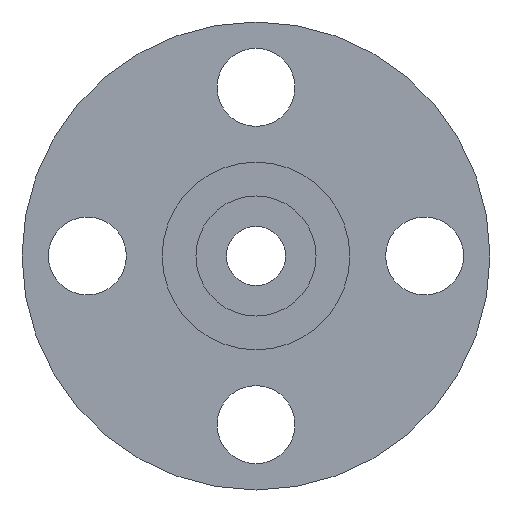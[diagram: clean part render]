
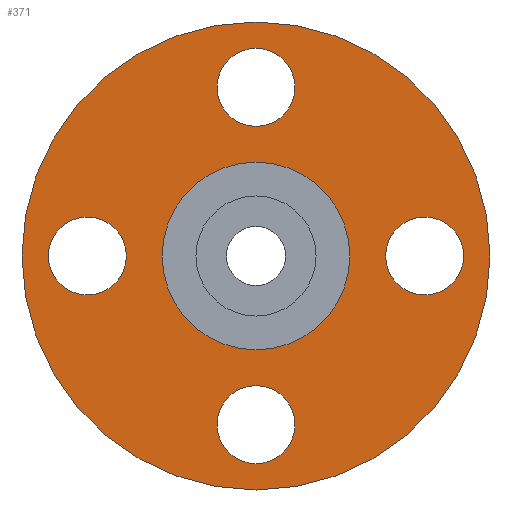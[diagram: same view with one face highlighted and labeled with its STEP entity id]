
A CAD part, front view. The second image highlights one B-rep face of the part: STEP entity #371.
In plain terms, the highlighted planar face has unit normal (0, -1, 0).
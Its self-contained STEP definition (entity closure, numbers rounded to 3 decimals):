
#1 = VERTEX_POINT ( 'NONE', #547 ) ;
#2 = EDGE_CURVE ( 'NONE', #70, #788, #363, .T. ) ;
#10 = EDGE_CURVE ( 'NONE', #714, #343, #348, .T. ) ;
#15 = AXIS2_PLACEMENT_3D ( 'NONE', #778, #712, #720 ) ;
#21 = ORIENTED_EDGE ( 'NONE', *, *, #32, .F. ) ;
#28 = AXIS2_PLACEMENT_3D ( 'NONE', #736, #78, #758 ) ;
#32 = EDGE_CURVE ( 'NONE', #343, #714, #504, .T. ) ;
#47 = EDGE_CURVE ( 'NONE', #599, #471, #456, .T. ) ;
#70 = VERTEX_POINT ( 'NONE', #391 ) ;
#74 = DIRECTION ( 'NONE',  ( 0., 0., 1. ) ) ;
#75 = DIRECTION ( 'NONE',  ( 0., -1., 0. ) ) ;
#78 = DIRECTION ( 'NONE',  ( 0., 1., 0. ) ) ;
#96 = CIRCLE ( 'NONE', #354, 11.1 ) ;
#98 = FACE_BOUND ( 'NONE', #424, .T. ) ;
#104 = DIRECTION ( 'NONE',  ( 0., -1., 0. ) ) ;
#105 = CARTESIAN_POINT ( 'NONE',  ( -37.193, 20.564, 10.624 ) ) ;
#121 = FACE_BOUND ( 'NONE', #618, .T. ) ;
#126 = DIRECTION ( 'NONE',  ( 0., -1., 0. ) ) ;
#137 = DIRECTION ( 'NONE',  ( 0., -1., 0. ) ) ;
#140 = AXIS2_PLACEMENT_3D ( 'NONE', #667, #531, #302 ) ;
#161 = FACE_OUTER_BOUND ( 'NONE', #640, .T. ) ;
#179 = AXIS2_PLACEMENT_3D ( 'NONE', #255, #483, #549 ) ;
#198 = AXIS2_PLACEMENT_3D ( 'NONE', #253, #137, #316 ) ;
#223 = AXIS2_PLACEMENT_3D ( 'NONE', #756, #495, #274 ) ;
#248 = ORIENTED_EDGE ( 'NONE', *, *, #47, .F. ) ;
#249 = CARTESIAN_POINT ( 'NONE',  ( -45.193, 20.564, 2.624 ) ) ;
#250 = CIRCLE ( 'NONE', #198, 1.85 ) ;
#252 = FACE_BOUND ( 'NONE', #422, .T. ) ;
#253 = CARTESIAN_POINT ( 'NONE',  ( -37.193, 20.564, 10.624 ) ) ;
#255 = CARTESIAN_POINT ( 'NONE',  ( -45.193, 20.564, 2.624 ) ) ;
#271 = AXIS2_PLACEMENT_3D ( 'NONE', #759, #752, #442 ) ;
#274 = DIRECTION ( 'NONE',  ( 0., 0., 1. ) ) ;
#278 = FACE_BOUND ( 'NONE', #630, .T. ) ;
#281 = VERTEX_POINT ( 'NONE', #586 ) ;
#287 = AXIS2_PLACEMENT_3D ( 'NONE', #582, #104, #517 ) ;
#302 = DIRECTION ( 'NONE',  ( 0., 0., 1. ) ) ;
#311 = ORIENTED_EDGE ( 'NONE', *, *, #407, .F. ) ;
#315 = EDGE_CURVE ( 'NONE', #328, #458, #779, .T. ) ;
#316 = DIRECTION ( 'NONE',  ( 0., 0., 1. ) ) ;
#328 = VERTEX_POINT ( 'NONE', #649 ) ;
#343 = VERTEX_POINT ( 'NONE', #775 ) ;
#346 = DIRECTION ( 'NONE',  ( 0., 0., 1. ) ) ;
#348 = CIRCLE ( 'NONE', #179, 1.85 ) ;
#352 = PLANE ( 'NONE',  #140 ) ;
#354 = AXIS2_PLACEMENT_3D ( 'NONE', #669, #784, #409 ) ;
#362 = CIRCLE ( 'NONE', #287, 1.85 ) ;
#363 = CIRCLE ( 'NONE', #770, 1.85 ) ;
#365 = AXIS2_PLACEMENT_3D ( 'NONE', #105, #709, #346 ) ;
#369 = EDGE_CURVE ( 'NONE', #281, #718, #432, .T. ) ;
#371 = ADVANCED_FACE ( 'NONE', ( #121, #252, #662, #98, #278, #161 ), #352, .F. ) ;
#391 = CARTESIAN_POINT ( 'NONE',  ( -45.193, 20.564, 16.774 ) ) ;
#394 = CARTESIAN_POINT ( 'NONE',  ( -45.193, 20.564, 6.174 ) ) ;
#407 = EDGE_CURVE ( 'NONE', #471, #599, #96, .T. ) ;
#409 = DIRECTION ( 'NONE',  ( 0., 0., 1. ) ) ;
#416 = CARTESIAN_POINT ( 'NONE',  ( -37.193, 20.564, 12.474 ) ) ;
#422 = EDGE_LOOP ( 'NONE', ( #655, #626 ) ) ;
#424 = EDGE_LOOP ( 'NONE', ( #754, #21 ) ) ;
#432 = CIRCLE ( 'NONE', #15, 4.45 ) ;
#442 = DIRECTION ( 'NONE',  ( 0., 0., 1. ) ) ;
#456 = CIRCLE ( 'NONE', #28, 11.1 ) ;
#458 = VERTEX_POINT ( 'NONE', #416 ) ;
#471 = VERTEX_POINT ( 'NONE', #557 ) ;
#478 = EDGE_CURVE ( 'NONE', #718, #281, #502, .T. ) ;
#483 = DIRECTION ( 'NONE',  ( 0., -1., 0. ) ) ;
#486 = CARTESIAN_POINT ( 'NONE',  ( -45.193, 20.564, 10.624 ) ) ;
#495 = DIRECTION ( 'NONE',  ( 0., -1., 0. ) ) ;
#502 = CIRCLE ( 'NONE', #638, 4.45 ) ;
#504 = CIRCLE ( 'NONE', #601, 1.85 ) ;
#517 = DIRECTION ( 'NONE',  ( 0., 0., 1. ) ) ;
#530 = ORIENTED_EDGE ( 'NONE', *, *, #369, .F. ) ;
#531 = DIRECTION ( 'NONE',  ( 0., 1., 0. ) ) ;
#547 = CARTESIAN_POINT ( 'NONE',  ( -53.193, 20.564, 12.474 ) ) ;
#549 = DIRECTION ( 'NONE',  ( 0., 0., 1. ) ) ;
#557 = CARTESIAN_POINT ( 'NONE',  ( -45.193, 20.564, 21.724 ) ) ;
#558 = EDGE_CURVE ( 'NONE', #458, #328, #250, .T. ) ;
#561 = ORIENTED_EDGE ( 'NONE', *, *, #558, .F. ) ;
#582 = CARTESIAN_POINT ( 'NONE',  ( -53.193, 20.564, 10.624 ) ) ;
#585 = CARTESIAN_POINT ( 'NONE',  ( -45.193, 20.564, 4.474 ) ) ;
#586 = CARTESIAN_POINT ( 'NONE',  ( -45.193, 20.564, 15.074 ) ) ;
#591 = ORIENTED_EDGE ( 'NONE', *, *, #656, .F. ) ;
#599 = VERTEX_POINT ( 'NONE', #748 ) ;
#601 = AXIS2_PLACEMENT_3D ( 'NONE', #249, #620, #74 ) ;
#608 = EDGE_CURVE ( 'NONE', #788, #70, #702, .T. ) ;
#618 = EDGE_LOOP ( 'NONE', ( #761, #530 ) ) ;
#620 = DIRECTION ( 'NONE',  ( 0., -1., 0. ) ) ;
#626 = ORIENTED_EDGE ( 'NONE', *, *, #2, .F. ) ;
#630 = EDGE_LOOP ( 'NONE', ( #645, #591 ) ) ;
#637 = ORIENTED_EDGE ( 'NONE', *, *, #315, .F. ) ;
#638 = AXIS2_PLACEMENT_3D ( 'NONE', #486, #75, #687 ) ;
#640 = EDGE_LOOP ( 'NONE', ( #248, #311 ) ) ;
#645 = ORIENTED_EDGE ( 'NONE', *, *, #719, .F. ) ;
#646 = CARTESIAN_POINT ( 'NONE',  ( -53.193, 20.564, 8.774 ) ) ;
#649 = CARTESIAN_POINT ( 'NONE',  ( -37.193, 20.564, 8.774 ) ) ;
#655 = ORIENTED_EDGE ( 'NONE', *, *, #608, .F. ) ;
#656 = EDGE_CURVE ( 'NONE', #749, #1, #742, .T. ) ;
#662 = FACE_BOUND ( 'NONE', #728, .T. ) ;
#667 = CARTESIAN_POINT ( 'NONE',  ( -45.193, 20.564, 10.624 ) ) ;
#669 = CARTESIAN_POINT ( 'NONE',  ( -45.193, 20.564, 10.624 ) ) ;
#687 = DIRECTION ( 'NONE',  ( 0., 0., 1. ) ) ;
#688 = CARTESIAN_POINT ( 'NONE',  ( -45.193, 20.564, 18.624 ) ) ;
#702 = CIRCLE ( 'NONE', #271, 1.85 ) ;
#705 = CARTESIAN_POINT ( 'NONE',  ( -45.193, 20.564, 20.474 ) ) ;
#709 = DIRECTION ( 'NONE',  ( 0., -1., 0. ) ) ;
#712 = DIRECTION ( 'NONE',  ( 0., -1., 0. ) ) ;
#714 = VERTEX_POINT ( 'NONE', #585 ) ;
#718 = VERTEX_POINT ( 'NONE', #394 ) ;
#719 = EDGE_CURVE ( 'NONE', #1, #749, #362, .T. ) ;
#720 = DIRECTION ( 'NONE',  ( 0., 0., 1. ) ) ;
#728 = EDGE_LOOP ( 'NONE', ( #561, #637 ) ) ;
#736 = CARTESIAN_POINT ( 'NONE',  ( -45.193, 20.564, 10.624 ) ) ;
#739 = DIRECTION ( 'NONE',  ( 0., 0., 1. ) ) ;
#742 = CIRCLE ( 'NONE', #223, 1.85 ) ;
#748 = CARTESIAN_POINT ( 'NONE',  ( -45.193, 20.564, -0.476 ) ) ;
#749 = VERTEX_POINT ( 'NONE', #646 ) ;
#752 = DIRECTION ( 'NONE',  ( 0., -1., 0. ) ) ;
#754 = ORIENTED_EDGE ( 'NONE', *, *, #10, .F. ) ;
#756 = CARTESIAN_POINT ( 'NONE',  ( -53.193, 20.564, 10.624 ) ) ;
#758 = DIRECTION ( 'NONE',  ( 0., 0., 1. ) ) ;
#759 = CARTESIAN_POINT ( 'NONE',  ( -45.193, 20.564, 18.624 ) ) ;
#761 = ORIENTED_EDGE ( 'NONE', *, *, #478, .F. ) ;
#770 = AXIS2_PLACEMENT_3D ( 'NONE', #688, #126, #739 ) ;
#775 = CARTESIAN_POINT ( 'NONE',  ( -45.193, 20.564, 0.774 ) ) ;
#778 = CARTESIAN_POINT ( 'NONE',  ( -45.193, 20.564, 10.624 ) ) ;
#779 = CIRCLE ( 'NONE', #365, 1.85 ) ;
#784 = DIRECTION ( 'NONE',  ( 0., 1., 0. ) ) ;
#788 = VERTEX_POINT ( 'NONE', #705 ) ;
